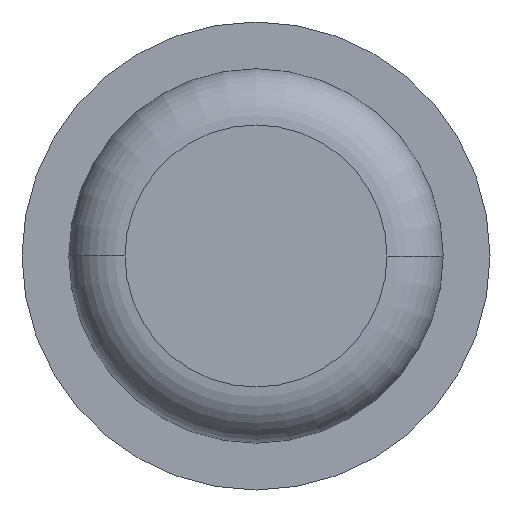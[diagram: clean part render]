
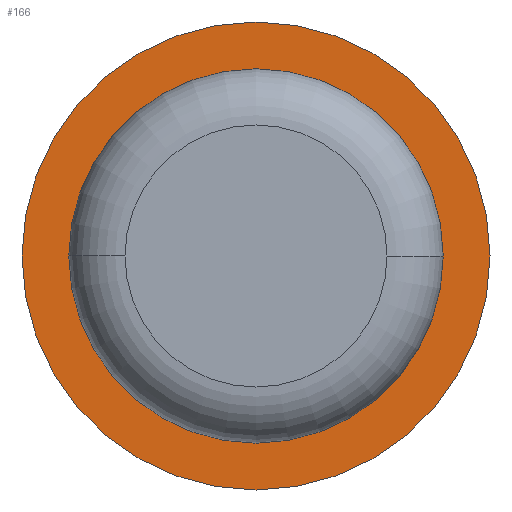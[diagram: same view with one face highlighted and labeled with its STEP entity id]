
A CAD part, left-side view. The second image highlights one B-rep face of the part: STEP entity #166.
In plain terms, the highlighted planar face has unit normal (-1, 0, 0).
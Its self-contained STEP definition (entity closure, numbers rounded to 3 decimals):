
#3 = AXIS2_PLACEMENT_3D ( 'NONE', #254, #59, #118 ) ;
#22 = DIRECTION ( 'NONE',  ( 1., 0., 0. ) ) ;
#26 = CARTESIAN_POINT ( 'NONE',  ( 0.05, 0., 0. ) ) ;
#33 = PLANE ( 'NONE',  #3 ) ;
#37 = CARTESIAN_POINT ( 'NONE',  ( 0.05, 0., 0. ) ) ;
#46 = CARTESIAN_POINT ( 'NONE',  ( 0.05, 0., 0. ) ) ;
#47 = ORIENTED_EDGE ( 'NONE', *, *, #252, .T. ) ;
#56 = CARTESIAN_POINT ( 'NONE',  ( 0.05, -1., 0. ) ) ;
#59 = DIRECTION ( 'NONE',  ( -1., 0., 0. ) ) ;
#67 = CIRCLE ( 'NONE', #81, 1. ) ;
#81 = AXIS2_PLACEMENT_3D ( 'NONE', #151, #278, #127 ) ;
#90 = EDGE_LOOP ( 'NONE', ( #128, #317 ) ) ;
#113 = AXIS2_PLACEMENT_3D ( 'NONE', #46, #22, #376 ) ;
#118 = DIRECTION ( 'NONE',  ( 0., -1., 0. ) ) ;
#127 = DIRECTION ( 'NONE',  ( 0., 1., 0. ) ) ;
#128 = ORIENTED_EDGE ( 'NONE', *, *, #343, .F. ) ;
#151 = CARTESIAN_POINT ( 'NONE',  ( 0.05, 0., 0. ) ) ;
#157 = CARTESIAN_POINT ( 'NONE',  ( 0.05, 1.25, 0. ) ) ;
#161 = VERTEX_POINT ( 'NONE', #56 ) ;
#166 = ADVANCED_FACE ( 'NONE', ( #215, #377 ), #33, .T. ) ;
#187 = EDGE_CURVE ( 'NONE', #424, #216, #242, .T. ) ;
#206 = AXIS2_PLACEMENT_3D ( 'NONE', #26, #344, #311 ) ;
#215 = FACE_BOUND ( 'NONE', #287, .T. ) ;
#216 = VERTEX_POINT ( 'NONE', #157 ) ;
#220 = CARTESIAN_POINT ( 'NONE',  ( 0.05, 1., 0. ) ) ;
#226 = AXIS2_PLACEMENT_3D ( 'NONE', #37, #227, #401 ) ;
#227 = DIRECTION ( 'NONE',  ( 1., 0., 0. ) ) ;
#242 = CIRCLE ( 'NONE', #206, 1.25 ) ;
#252 = EDGE_CURVE ( 'NONE', #161, #261, #67, .T. ) ;
#254 = CARTESIAN_POINT ( 'NONE',  ( 0.05, 1., 0. ) ) ;
#261 = VERTEX_POINT ( 'NONE', #220 ) ;
#278 = DIRECTION ( 'NONE',  ( 1., 0., 0. ) ) ;
#287 = EDGE_LOOP ( 'NONE', ( #347, #47 ) ) ;
#311 = DIRECTION ( 'NONE',  ( 0., 1., 0. ) ) ;
#317 = ORIENTED_EDGE ( 'NONE', *, *, #187, .F. ) ;
#335 = CARTESIAN_POINT ( 'NONE',  ( 0.05, -1.25, 0. ) ) ;
#343 = EDGE_CURVE ( 'NONE', #216, #424, #352, .T. ) ;
#344 = DIRECTION ( 'NONE',  ( 1., 0., 0. ) ) ;
#347 = ORIENTED_EDGE ( 'NONE', *, *, #418, .T. ) ;
#352 = CIRCLE ( 'NONE', #113, 1.25 ) ;
#356 = CIRCLE ( 'NONE', #226, 1. ) ;
#376 = DIRECTION ( 'NONE',  ( 0., 1., 0. ) ) ;
#377 = FACE_OUTER_BOUND ( 'NONE', #90, .T. ) ;
#401 = DIRECTION ( 'NONE',  ( 0., 1., 0. ) ) ;
#418 = EDGE_CURVE ( 'NONE', #261, #161, #356, .T. ) ;
#424 = VERTEX_POINT ( 'NONE', #335 ) ;
